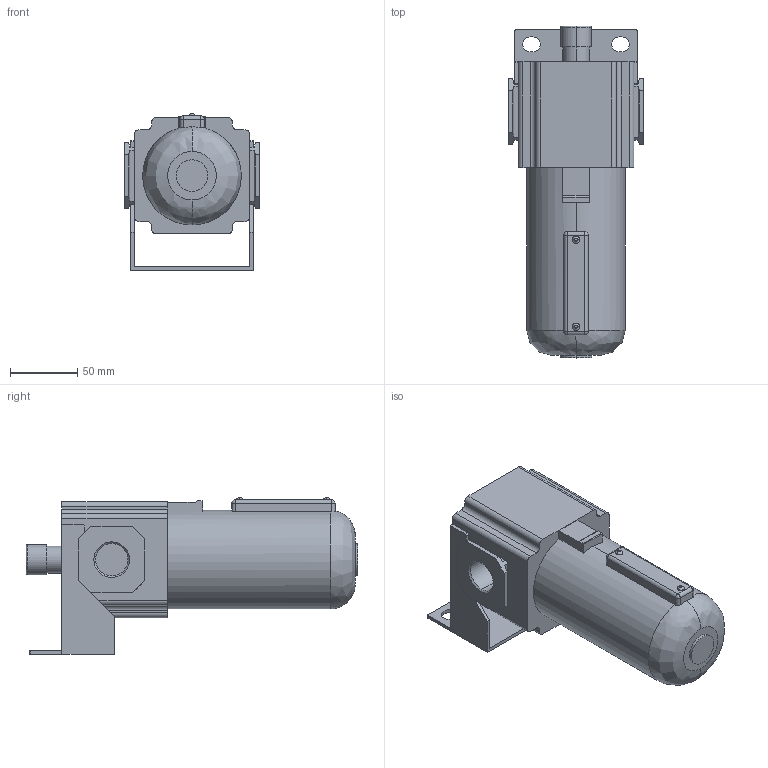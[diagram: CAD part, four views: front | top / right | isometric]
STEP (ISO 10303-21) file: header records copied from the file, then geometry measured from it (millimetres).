
FILE_DESCRIPTION (( 'STEP AP203' ), '1' );
FILE_NAME ('AL2-66-D.step', '2020-04-16T19:46:37', ( '' ), ( '' ), 'SwSTEP 2.0', 'SolidWorks 2019', '' );
FILE_SCHEMA (( 'CONFIG_CONTROL_DESIGN' ));
Length unit declared in the file: millimetre
Products named in the file (1): AL2-66-D
Bounding box: 100 x 246 x 115.8 mm (x, y, z)
Volume: 1162662.5 mm3; surface area: 99094 mm2
Topology: 1 solids, 1 shells, 162 faces, 427 edges, 275 vertices
Faces by surface type: plane 102, cylinder 44, bspline 6, sphere 4, cone 4, torus 2
Entity records: 5176 total; most frequent: CARTESIAN_POINT 1049, ORIENTED_EDGE 854, DIRECTION 829, EDGE_CURVE 427, LINE 311, VECTOR 311, VERTEX_POINT 275, AXIS2_PLACEMENT_3D 259
